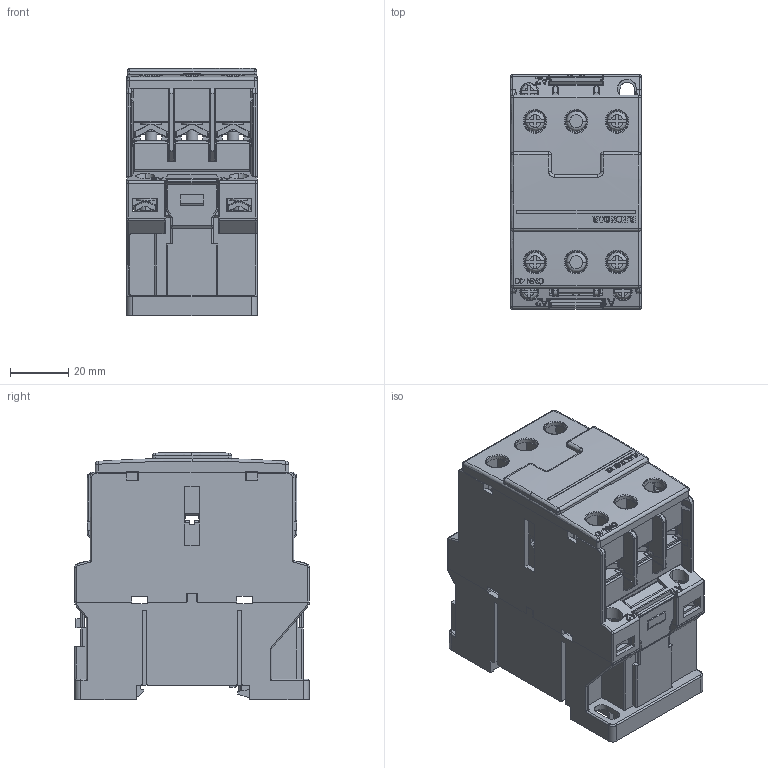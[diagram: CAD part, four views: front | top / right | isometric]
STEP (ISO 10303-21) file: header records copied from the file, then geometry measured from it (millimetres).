
FILE_DESCRIPTION (( 'STEP AP203' ), '1' );
FILE_NAME ('CONTACTOR CNN 40 00 -Prazno.STEP', '2013-11-15T12:29:18', ( 'Dzalev Ljupco' ), ( 'RK' ), 'SwSTEP 2.0', 'SolidWorks 2011', '' );
FILE_SCHEMA (( 'CONFIG_CONTROL_DESIGN' ));
Length unit declared in the file: millimetre
Products named in the file (1): CONTACTOR CNN 40 00 -Prazno
Bounding box: 44.73 x 80.24 x 84.77 mm (x, y, z)
Volume: 64274.5 mm3; surface area: 78970.8 mm2
Topology: 1 solids, 1 shells, 3770 faces, 11227 edges, 7310 vertices
Faces by surface type: plane 2621, cylinder 794, bspline 272, torus 44, cone 31, sphere 8
Entity records: 135905 total; most frequent: CARTESIAN_POINT 37820, ORIENTED_EDGE 22374, DIRECTION 18004, EDGE_CURVE 11187, LINE 8404, VECTOR 8404, VERTEX_POINT 7310, AXIS2_PLACEMENT_3D 4800
